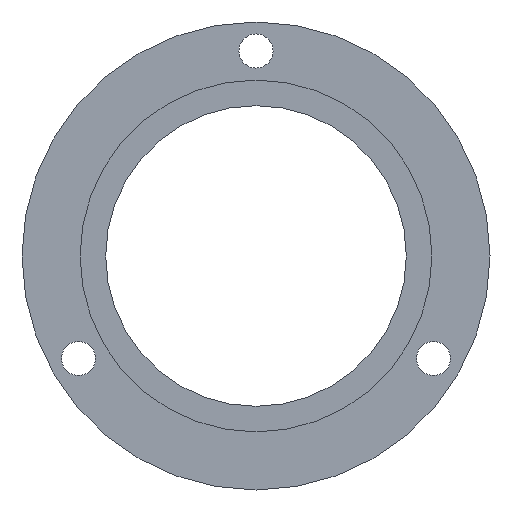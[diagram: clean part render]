
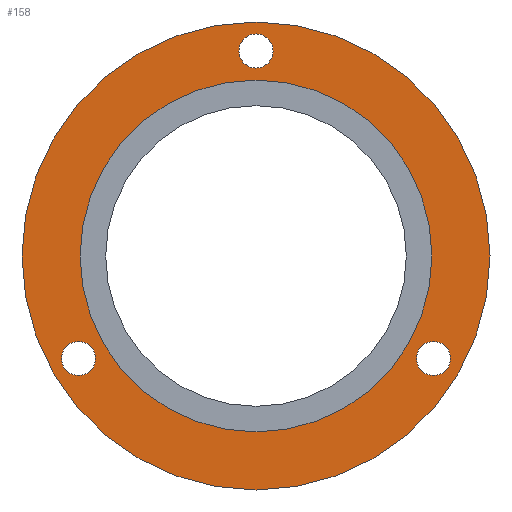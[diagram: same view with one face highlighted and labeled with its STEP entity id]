
A CAD part, front view. The second image highlights one B-rep face of the part: STEP entity #158.
In plain terms, the highlighted planar face has unit normal (0, -1, 0).
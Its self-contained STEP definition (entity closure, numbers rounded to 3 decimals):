
#20=FACE_BOUND('',#50,.T.);
#21=FACE_BOUND('',#51,.T.);
#22=FACE_BOUND('',#52,.T.);
#23=FACE_BOUND('',#53,.T.);
#26=PLANE('',#193);
#35=FACE_OUTER_BOUND('',#49,.T.);
#49=EDGE_LOOP('',(#139));
#50=EDGE_LOOP('',(#140));
#51=EDGE_LOOP('',(#141));
#52=EDGE_LOOP('',(#142));
#53=EDGE_LOOP('',(#143));
#67=CIRCLE('',#175,25.75);
#71=CIRCLE('',#182,2.5);
#73=CIRCLE('',#185,2.5);
#75=CIRCLE('',#188,2.5);
#77=CIRCLE('',#191,34.25);
#79=VERTEX_POINT('',#248);
#83=VERTEX_POINT('',#261);
#85=VERTEX_POINT('',#267);
#87=VERTEX_POINT('',#273);
#89=VERTEX_POINT('',#279);
#92=EDGE_CURVE('',#79,#79,#67,.T.);
#98=EDGE_CURVE('',#83,#83,#71,.T.);
#101=EDGE_CURVE('',#85,#85,#73,.T.);
#104=EDGE_CURVE('',#87,#87,#75,.T.);
#107=EDGE_CURVE('',#89,#89,#77,.T.);
#139=ORIENTED_EDGE('',*,*,#107,.F.);
#140=ORIENTED_EDGE('',*,*,#92,.T.);
#141=ORIENTED_EDGE('',*,*,#104,.F.);
#142=ORIENTED_EDGE('',*,*,#101,.F.);
#143=ORIENTED_EDGE('',*,*,#98,.F.);
#158=ADVANCED_FACE('',(#35,#20,#21,#22,#23),#26,.F.);
#175=AXIS2_PLACEMENT_3D('',#250,#201,#202);
#182=AXIS2_PLACEMENT_3D('',#263,#217,#218);
#185=AXIS2_PLACEMENT_3D('',#269,#224,#225);
#188=AXIS2_PLACEMENT_3D('',#275,#231,#232);
#191=AXIS2_PLACEMENT_3D('',#281,#238,#239);
#193=AXIS2_PLACEMENT_3D('',#283,#242,#243);
#201=DIRECTION('center_axis',(0.,1.,0.));
#202=DIRECTION('ref_axis',(1.,0.,0.));
#217=DIRECTION('center_axis',(0.,-1.,0.));
#218=DIRECTION('ref_axis',(1.,0.,0.));
#224=DIRECTION('center_axis',(0.,-1.,0.));
#225=DIRECTION('ref_axis',(1.,0.,0.));
#231=DIRECTION('center_axis',(0.,-1.,0.));
#232=DIRECTION('ref_axis',(1.,0.,0.));
#238=DIRECTION('center_axis',(0.,1.,0.));
#239=DIRECTION('ref_axis',(1.,0.,0.));
#242=DIRECTION('center_axis',(0.,1.,0.));
#243=DIRECTION('ref_axis',(1.,0.,0.));
#248=CARTESIAN_POINT('',(-25.75,0.,0.));
#250=CARTESIAN_POINT('Origin',(0.,0.,0.));
#261=CARTESIAN_POINT('',(-28.481,0.,-15.));
#263=CARTESIAN_POINT('Origin',(-25.981,0.,-15.));
#267=CARTESIAN_POINT('',(23.481,0.,-15.));
#269=CARTESIAN_POINT('Origin',(25.981,0.,-15.));
#273=CARTESIAN_POINT('',(-2.5,0.,30.));
#275=CARTESIAN_POINT('Origin',(0.,0.,30.));
#279=CARTESIAN_POINT('',(-34.25,0.,0.));
#281=CARTESIAN_POINT('Origin',(0.,0.,0.));
#283=CARTESIAN_POINT('Origin',(0.,0.,0.));
